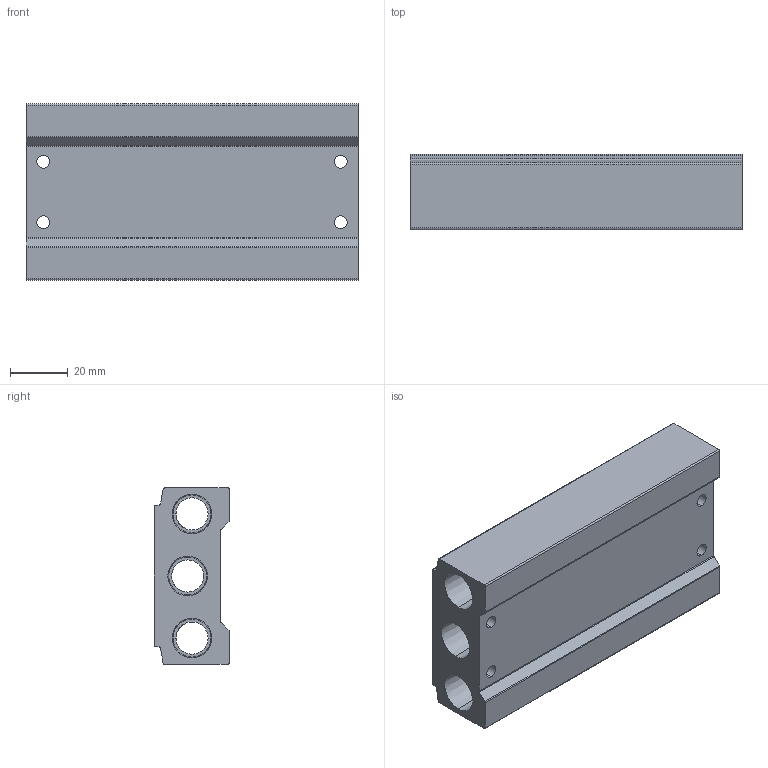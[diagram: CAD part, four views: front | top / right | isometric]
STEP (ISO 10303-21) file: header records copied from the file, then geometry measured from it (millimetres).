
FILE_DESCRIPTION (( 'STEP AP203' ), '1' );
FILE_NAME ('AM-524.step', '2015-11-10T16:23:19', ( '' ), ( '' ), 'SwSTEP 2.0', 'SolidWorks 2015', '' );
FILE_SCHEMA (( 'CONFIG_CONTROL_DESIGN' ));
Length unit declared in the file: millimetre
Products named in the file (1): AM-524
Bounding box: 115 x 26 x 61 mm (x, y, z)
Volume: 124424.7 mm3; surface area: 37421.7 mm2
Topology: 1 solids, 1 shells, 121 faces, 323 edges, 202 vertices
Faces by surface type: cylinder 65, cone 28, plane 28
Entity records: 4520 total; most frequent: CARTESIAN_POINT 1343, DIRECTION 673, ORIENTED_EDGE 614, EDGE_CURVE 307, AXIS2_PLACEMENT_3D 268, VERTEX_POINT 202, EDGE_LOOP 173, CIRCLE 146
